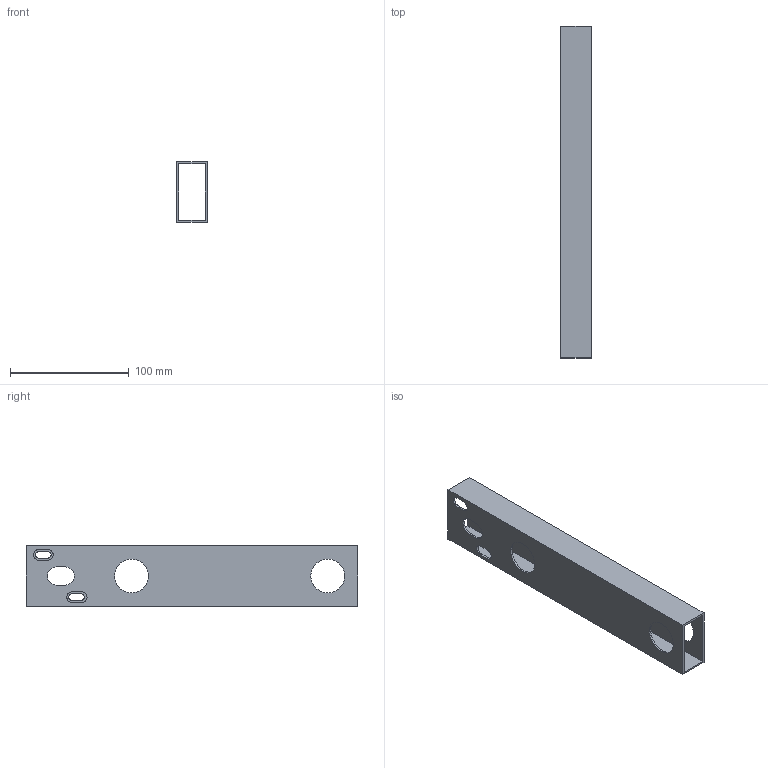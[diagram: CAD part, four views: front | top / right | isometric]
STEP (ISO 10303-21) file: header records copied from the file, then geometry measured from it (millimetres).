
FILE_DESCRIPTION(/* description */ (''),/* implementation_level */ '2;1');
FILE_NAME(/* name */ '2x1 Front with motor mount.stp',/* time_stamp */ '2020-01-29T14:56:48-08:00',/* author */ ('1cikaychapman'),/* organization */ (''),/* preprocessor_version */ 'ST-DEVELOPER v18',/* originating_system */ 'Autodesk Inventor 2020',/* authorisation */ '');
FILE_SCHEMA (('AUTOMOTIVE_DESIGN { 1 0 10303 214 3 1 1 }'));
Length unit declared in the file: inch
Products named in the file (1): 2x1 Front with motor mount
Bounding box: 25.4 x 279.4 x 50.8 mm (x, y, z)
Volume: 59133.6 mm3; surface area: 75974.8 mm2
Topology: 1 solids, 1 shells, 38 faces, 110 edges, 74 vertices
Faces by surface type: plane 22, cylinder 16
Full cylindrical faces by diameter (mm): 28.575 x4
Entity records: 1351 total; most frequent: CARTESIAN_POINT 223, DIRECTION 222, ORIENTED_EDGE 220, EDGE_CURVE 110, LINE 76, VECTOR 76, VERTEX_POINT 74, AXIS2_PLACEMENT_3D 73
